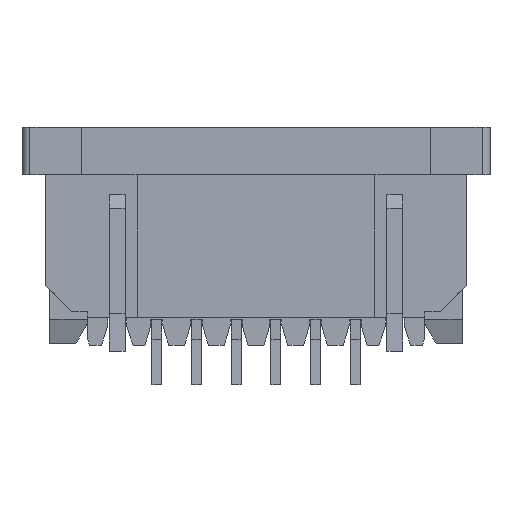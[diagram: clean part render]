
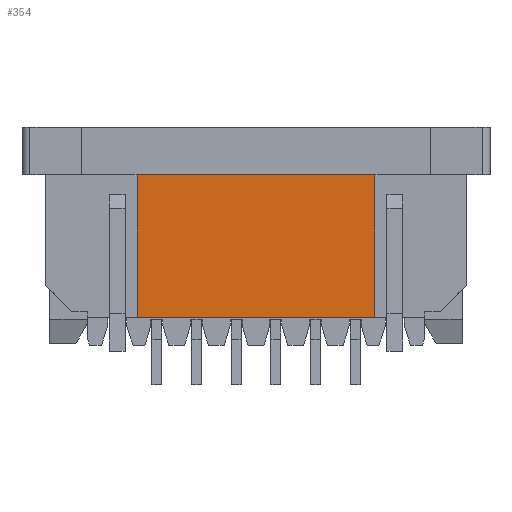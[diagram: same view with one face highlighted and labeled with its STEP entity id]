
A CAD part, front view. The second image highlights one B-rep face of the part: STEP entity #354.
In plain terms, the highlighted planar face has unit normal (0, -1, 0).
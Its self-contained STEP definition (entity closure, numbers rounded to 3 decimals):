
#354=ADVANCED_FACE('144011',(#999),#1000,.F.);
#999=FACE_OUTER_BOUND('',#1656,.T.);
#1000=PLANE('',#1657);
#1656=EDGE_LOOP('',(#4430,#4431,#4432,#4433));
#1657=AXIS2_PLACEMENT_3D('',#4434,#4435,#4436);
#4430=ORIENTED_EDGE('',*,*,#4843,.F.);
#4431=ORIENTED_EDGE('',*,*,#4556,.T.);
#4432=ORIENTED_EDGE('',*,*,#5455,.T.);
#4433=ORIENTED_EDGE('',*,*,#4845,.T.);
#4434=CARTESIAN_POINT('',(-12.0,0.0,-3.0));
#4435=DIRECTION('',(0.0,1.0,0.0));
#4436=DIRECTION('',(1.0,0.0,0.0));
#4556=EDGE_CURVE('157804',#5472,#5524,#5526,.T.);
#4843=EDGE_CURVE('157505',#5472,#6052,#6053,.T.);
#4845=EDGE_CURVE('157803',#6055,#6052,#6056,.T.);
#5455=EDGE_CURVE('145843',#5524,#6055,#7014,.T.);
#5472=VERTEX_POINT('',#7038);
#5524=VERTEX_POINT('',#7116);
#5526=LINE('',#7119,#7120);
#6052=VERTEX_POINT('',#7934);
#6053=LINE('',#7935,#7936);
#6055=VERTEX_POINT('',#7939);
#6056=LINE('',#7940,#7941);
#7014=LINE('',#9514,#9515);
#7038=CARTESIAN_POINT('',(-3.0,0.0,-4.8));
#7116=CARTESIAN_POINT('',(3.0,0.0,-4.8));
#7119=CARTESIAN_POINT('',(-3.0,0.0,-4.8));
#7120=VECTOR('',#9580,6.0);
#7934=CARTESIAN_POINT('',(-3.0,0.0,-1.2));
#7935=CARTESIAN_POINT('',(-3.0,0.0,-4.8));
#7936=VECTOR('',#9873,3.6);
#7939=CARTESIAN_POINT('',(3.0,0.0,-1.2));
#7940=CARTESIAN_POINT('',(3.0,0.0,-1.2));
#7941=VECTOR('',#9875,6.0);
#9514=CARTESIAN_POINT('',(3.0,0.0,-4.8));
#9515=VECTOR('',#10489,3.6);
#9580=DIRECTION('',(1.0,0.0,0.0));
#9873=DIRECTION('',(0.0,0.0,1.0));
#9875=DIRECTION('',(-1.0,0.0,0.0));
#10489=DIRECTION('',(0.0,0.0,1.0));
